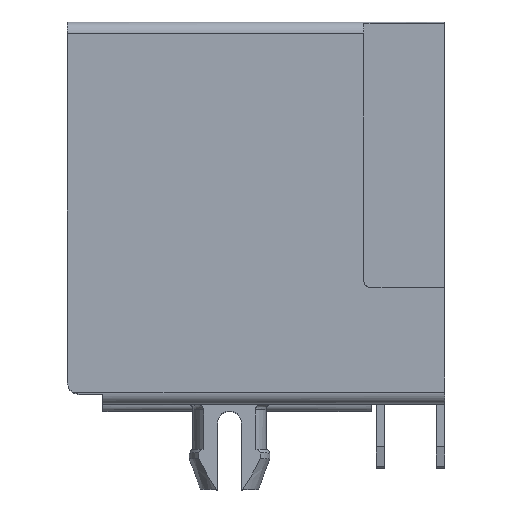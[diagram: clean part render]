
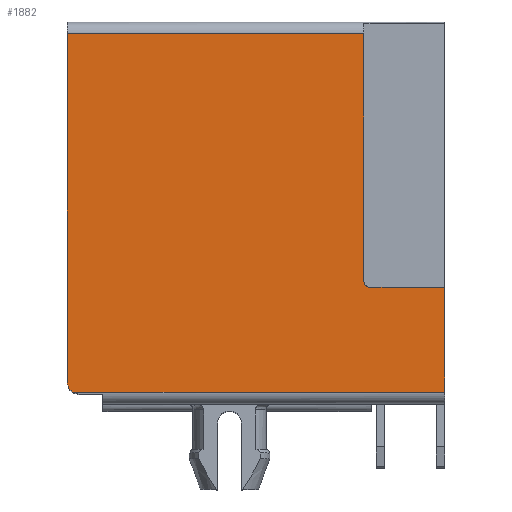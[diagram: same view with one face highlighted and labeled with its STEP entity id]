
A CAD part, top view. The second image highlights one B-rep face of the part: STEP entity #1882.
In plain terms, the highlighted planar face has unit normal (0, 0, 1).
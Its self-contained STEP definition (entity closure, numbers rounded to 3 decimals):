
#264 = CARTESIAN_POINT ( 'NONE',  ( 0., -7.13, 7.7 ) ) ;
#306 = CIRCLE ( 'NONE', #1681, 0.25 ) ;
#311 = LINE ( 'NONE', #2204, #4231 ) ;
#417 = VERTEX_POINT ( 'NONE', #11365 ) ;
#434 = EDGE_CURVE ( 'NONE', #1041, #8219, #311, .T. ) ;
#442 = VECTOR ( 'NONE', #6614, 1000. ) ;
#530 = CARTESIAN_POINT ( 'NONE',  ( 15.9, -3.13, 7.7 ) ) ;
#579 = ORIENTED_EDGE ( 'NONE', *, *, #4497, .F. ) ;
#663 = EDGE_LOOP ( 'NONE', ( #579, #1560, #2005, #7980, #4436, #7505, #1423, #9776 ) ) ;
#763 = CARTESIAN_POINT ( 'NONE',  ( 15.9, -3.13, 7.7 ) ) ;
#817 = CARTESIAN_POINT ( 'NONE',  ( 0., 8.05, 7.7 ) ) ;
#929 = CARTESIAN_POINT ( 'NONE',  ( 12.5, 7.55, 7.7 ) ) ;
#1041 = VERTEX_POINT ( 'NONE', #929 ) ;
#1191 = CARTESIAN_POINT ( 'NONE',  ( 0.229, -7.55, 7.7 ) ) ;
#1267 = CARTESIAN_POINT ( 'NONE',  ( 12.75, -2.88, 7.7 ) ) ;
#1423 = ORIENTED_EDGE ( 'NONE', *, *, #434, .F. ) ;
#1560 = ORIENTED_EDGE ( 'NONE', *, *, #4956, .T. ) ;
#1681 = AXIS2_PLACEMENT_3D ( 'NONE', #1267, #6774, #2241 ) ;
#1882 = ADVANCED_FACE ( 'NONE', ( #9440 ), #2840, .T. ) ;
#1924 = CARTESIAN_POINT ( 'NONE',  ( 12.5, -2.88, 7.7 ) ) ;
#1990 = VECTOR ( 'NONE', #6453, 1000. ) ;
#2005 = ORIENTED_EDGE ( 'NONE', *, *, #5139, .F. ) ;
#2204 = CARTESIAN_POINT ( 'NONE',  ( 12.5, 7.55, 7.7 ) ) ;
#2241 = DIRECTION ( 'NONE',  ( -1., 0., 0. ) ) ;
#2372 = DIRECTION ( 'NONE',  ( 0., 0., 1. ) ) ;
#2840 = PLANE ( 'NONE',  #10152 ) ;
#3298 = EDGE_CURVE ( 'NONE', #6455, #417, #9827, .T. ) ;
#3453 = EDGE_CURVE ( 'NONE', #6455, #9679, #5529, .T. ) ;
#3519 = DIRECTION ( 'NONE',  ( -1., 0., 0. ) ) ;
#3567 = DIRECTION ( 'NONE',  ( 1., 0., 0. ) ) ;
#3616 = CARTESIAN_POINT ( 'NONE',  ( 12.75, -3.13, 7.7 ) ) ;
#3785 = CARTESIAN_POINT ( 'NONE',  ( 12.5, 7.55, 7.7 ) ) ;
#3977 = DIRECTION ( 'NONE',  ( 0., 1., 0. ) ) ;
#4028 = DIRECTION ( 'NONE',  ( -1., 0., 0. ) ) ;
#4231 = VECTOR ( 'NONE', #6993, 1000. ) ;
#4436 = ORIENTED_EDGE ( 'NONE', *, *, #3453, .T. ) ;
#4497 = EDGE_CURVE ( 'NONE', #8221, #9329, #11435, .T. ) ;
#4598 = VECTOR ( 'NONE', #3519, 1000. ) ;
#4795 = AXIS2_PLACEMENT_3D ( 'NONE', #11485, #2372, #4028 ) ;
#4956 = EDGE_CURVE ( 'NONE', #8221, #6849, #11428, .T. ) ;
#5122 = CARTESIAN_POINT ( 'NONE',  ( 15.9, -3.13, 7.7 ) ) ;
#5139 = EDGE_CURVE ( 'NONE', #417, #6849, #6343, .T. ) ;
#5294 = EDGE_CURVE ( 'NONE', #8219, #9679, #306, .T. ) ;
#5529 = LINE ( 'NONE', #763, #1990 ) ;
#5866 = LINE ( 'NONE', #3785, #442 ) ;
#6149 = DIRECTION ( 'NONE',  ( 0., -1., 0. ) ) ;
#6343 = LINE ( 'NONE', #9201, #4598 ) ;
#6453 = DIRECTION ( 'NONE',  ( -1., 0., 0. ) ) ;
#6455 = VERTEX_POINT ( 'NONE', #5122 ) ;
#6614 = DIRECTION ( 'NONE',  ( -1., 0., 0. ) ) ;
#6774 = DIRECTION ( 'NONE',  ( 0., 0., 1. ) ) ;
#6849 = VERTEX_POINT ( 'NONE', #1191 ) ;
#6993 = DIRECTION ( 'NONE',  ( 0., -1., 0. ) ) ;
#7505 = ORIENTED_EDGE ( 'NONE', *, *, #5294, .F. ) ;
#7980 = ORIENTED_EDGE ( 'NONE', *, *, #3298, .F. ) ;
#8219 = VERTEX_POINT ( 'NONE', #1924 ) ;
#8221 = VERTEX_POINT ( 'NONE', #264 ) ;
#9201 = CARTESIAN_POINT ( 'NONE',  ( 15.9, -7.55, 7.7 ) ) ;
#9329 = VERTEX_POINT ( 'NONE', #9506 ) ;
#9342 = VECTOR ( 'NONE', #3977, 1000. ) ;
#9440 = FACE_OUTER_BOUND ( 'NONE', #663, .T. ) ;
#9506 = CARTESIAN_POINT ( 'NONE',  ( 0., 7.55, 7.7 ) ) ;
#9679 = VERTEX_POINT ( 'NONE', #3616 ) ;
#9776 = ORIENTED_EDGE ( 'NONE', *, *, #11328, .T. ) ;
#9827 = LINE ( 'NONE', #530, #10383 ) ;
#10152 = AXIS2_PLACEMENT_3D ( 'NONE', #817, #11208, #3567 ) ;
#10383 = VECTOR ( 'NONE', #6149, 1000. ) ;
#10402 = CARTESIAN_POINT ( 'NONE',  ( 0., -7.13, 7.7 ) ) ;
#11208 = DIRECTION ( 'NONE',  ( 0., 0., 1. ) ) ;
#11328 = EDGE_CURVE ( 'NONE', #1041, #9329, #5866, .T. ) ;
#11365 = CARTESIAN_POINT ( 'NONE',  ( 15.9, -7.55, 7.7 ) ) ;
#11428 = CIRCLE ( 'NONE', #4795, 0.5 ) ;
#11435 = LINE ( 'NONE', #10402, #9342 ) ;
#11485 = CARTESIAN_POINT ( 'NONE',  ( 0.5, -7.13, 7.7 ) ) ;
